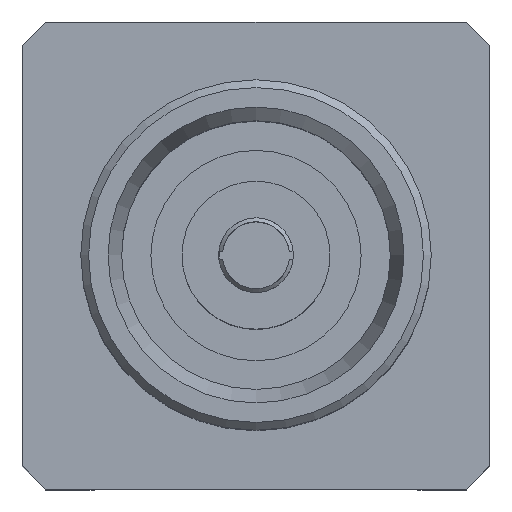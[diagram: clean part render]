
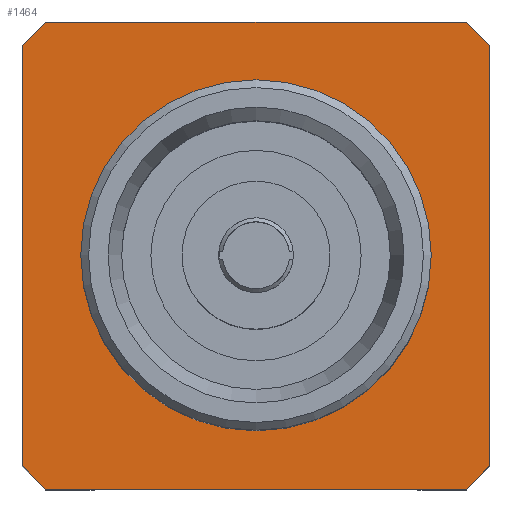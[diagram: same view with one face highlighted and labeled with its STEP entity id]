
A CAD part, top view. The second image highlights one B-rep face of the part: STEP entity #1464.
In plain terms, the highlighted planar face has unit normal (0, 0, 1).
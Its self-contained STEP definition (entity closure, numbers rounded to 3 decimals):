
#54=LINE('',#1975,#154);
#71=LINE('',#2010,#171);
#91=LINE('',#2050,#191);
#94=LINE('',#2056,#194);
#95=LINE('',#2058,#195);
#96=LINE('',#2060,#196);
#97=LINE('',#2061,#197);
#98=LINE('',#2062,#198);
#154=VECTOR('',#1677,1000.);
#171=VECTOR('',#1704,1000.);
#191=VECTOR('',#1736,1000.);
#194=VECTOR('',#1741,1000.);
#195=VECTOR('',#1742,1000.);
#196=VECTOR('',#1743,1000.);
#197=VECTOR('',#1744,1000.);
#198=VECTOR('',#1745,1000.);
#260=PLANE('',#1541);
#385=ORIENTED_EDGE('',*,*,#572,.T.);
#386=ORIENTED_EDGE('',*,*,#635,.T.);
#387=ORIENTED_EDGE('',*,*,#636,.T.);
#388=ORIENTED_EDGE('',*,*,#637,.T.);
#389=ORIENTED_EDGE('',*,*,#595,.T.);
#390=ORIENTED_EDGE('',*,*,#638,.T.);
#391=ORIENTED_EDGE('',*,*,#612,.T.);
#392=ORIENTED_EDGE('',*,*,#639,.T.);
#393=ORIENTED_EDGE('',*,*,#632,.T.);
#572=EDGE_CURVE('',#711,#711,#810,.T.);
#595=EDGE_CURVE('',#731,#732,#54,.F.);
#612=EDGE_CURVE('',#744,#745,#71,.F.);
#632=EDGE_CURVE('',#758,#759,#91,.F.);
#635=EDGE_CURVE('',#759,#760,#94,.T.);
#636=EDGE_CURVE('',#760,#761,#95,.F.);
#637=EDGE_CURVE('',#761,#731,#96,.T.);
#638=EDGE_CURVE('',#732,#744,#97,.T.);
#639=EDGE_CURVE('',#745,#758,#98,.T.);
#711=VERTEX_POINT('',#1926);
#731=VERTEX_POINT('',#1976);
#732=VERTEX_POINT('',#1977);
#744=VERTEX_POINT('',#2011);
#745=VERTEX_POINT('',#2012);
#758=VERTEX_POINT('',#2051);
#759=VERTEX_POINT('',#2052);
#760=VERTEX_POINT('',#2057);
#761=VERTEX_POINT('',#2059);
#810=CIRCLE('',#1522,2.25);
#863=EDGE_LOOP('',(#385));
#864=EDGE_LOOP('',(#386,#387,#388,#389,#390,#391,#392,#393));
#945=FACE_BOUND('',#863,.T.);
#946=FACE_BOUND('',#864,.T.);
#1464=ADVANCED_FACE('',(#945,#946),#260,.T.);
#1522=AXIS2_PLACEMENT_3D('',#1925,#1639,#1640);
#1541=AXIS2_PLACEMENT_3D('',#2055,#1739,#1740);
#1639=DIRECTION('',(0.,0.,-1.));
#1640=DIRECTION('',(-1.,0.,0.));
#1677=DIRECTION('',(-0.707,0.707,0.));
#1704=DIRECTION('',(-0.707,-0.707,0.));
#1736=DIRECTION('',(0.707,-0.707,0.));
#1739=DIRECTION('',(0.,0.,1.));
#1740=DIRECTION('',(-1.,0.,0.));
#1741=DIRECTION('',(-1.,0.,0.));
#1742=DIRECTION('',(0.707,0.707,0.));
#1743=DIRECTION('',(0.,-1.,0.));
#1744=DIRECTION('',(1.,0.,0.));
#1745=DIRECTION('',(0.,1.,0.));
#1925=CARTESIAN_POINT('',(0.,0.,1.26));
#1926=CARTESIAN_POINT('',(-2.25,0.,1.26));
#1975=CARTESIAN_POINT('',(-2.85,-2.85,1.26));
#1976=CARTESIAN_POINT('',(-3.,-2.7,1.26));
#1977=CARTESIAN_POINT('',(-2.7,-3.,1.26));
#2010=CARTESIAN_POINT('',(2.85,-2.85,1.26));
#2011=CARTESIAN_POINT('',(2.7,-3.,1.26));
#2012=CARTESIAN_POINT('',(3.,-2.7,1.26));
#2050=CARTESIAN_POINT('',(2.85,2.85,1.26));
#2051=CARTESIAN_POINT('',(3.,2.7,1.26));
#2052=CARTESIAN_POINT('',(2.7,3.,1.26));
#2055=CARTESIAN_POINT('',(0.,0.,1.26));
#2056=CARTESIAN_POINT('',(3.,3.,1.26));
#2057=CARTESIAN_POINT('',(-2.7,3.,1.26));
#2058=CARTESIAN_POINT('',(-2.85,2.85,1.26));
#2059=CARTESIAN_POINT('',(-3.,2.7,1.26));
#2060=CARTESIAN_POINT('',(-3.,3.,1.26));
#2061=CARTESIAN_POINT('',(-3.,-3.,1.26));
#2062=CARTESIAN_POINT('',(3.,-3.,1.26));
